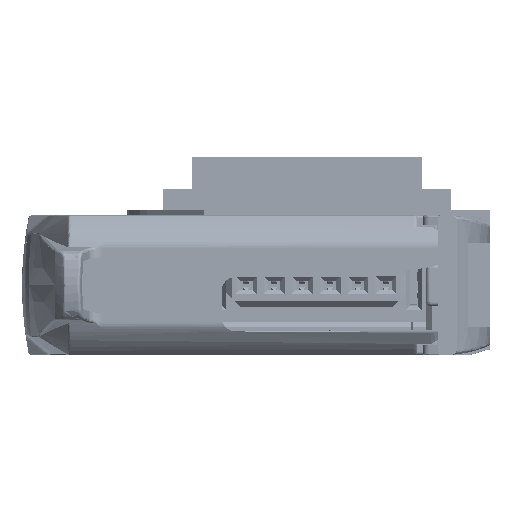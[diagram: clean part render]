
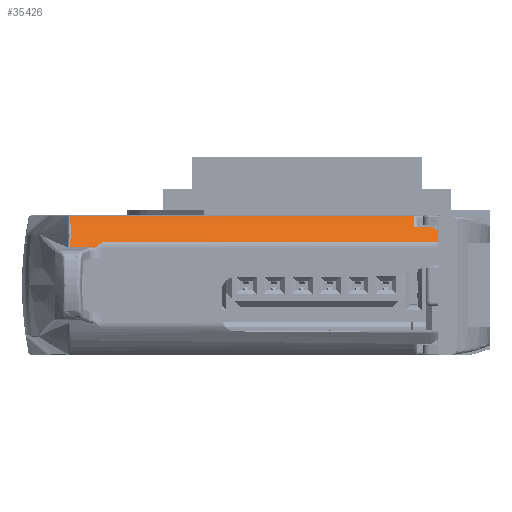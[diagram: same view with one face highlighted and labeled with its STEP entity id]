
A CAD part, left-side view. The second image highlights one B-rep face of the part: STEP entity #35426.
In plain terms, the highlighted cylindrical face has radius 6 mm (diameter 12 mm), a partial arc.
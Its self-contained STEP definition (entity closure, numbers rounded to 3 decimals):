
#35286=AXIS2_PLACEMENT_3D('Cylinder Axis2P3D',#35283,#35284,#35285) ;
#35283=CARTESIAN_POINT('Axis2P3D Location',(-44.312,0.817,0.35)) ;
#35289=CARTESIAN_POINT('Control Point',(-48.161,-10.743,4.953)) ;
#35290=CARTESIAN_POINT('Control Point',(-48.159,13.89,4.953)) ;
#35291=CARTESIAN_POINT('Vertex',(-48.161,-10.743,4.953)) ;
#35293=CARTESIAN_POINT('Vertex',(-48.159,13.89,4.953)) ;
#35297=CARTESIAN_POINT('Control Point',(-48.159,13.89,4.953)) ;
#35298=CARTESIAN_POINT('Control Point',(-48.527,13.886,4.645)) ;
#35299=CARTESIAN_POINT('Control Point',(-48.85,13.882,4.3)) ;
#35300=CARTESIAN_POINT('Control Point',(-49.123,13.88,3.933)) ;
#35301=CARTESIAN_POINT('Vertex',(-49.123,13.88,3.933)) ;
#35305=CARTESIAN_POINT('Control Point',(-49.123,13.88,3.933)) ;
#35306=CARTESIAN_POINT('Control Point',(-49.174,13.88,3.865)) ;
#35307=CARTESIAN_POINT('Control Point',(-49.243,13.879,3.77)) ;
#35308=CARTESIAN_POINT('Control Point',(-49.325,13.879,3.645)) ;
#35309=CARTESIAN_POINT('Vertex',(-49.325,13.879,3.645)) ;
#35313=CARTESIAN_POINT('Control Point',(-49.325,13.879,3.645)) ;
#35314=CARTESIAN_POINT('Control Point',(-49.404,13.878,3.524)) ;
#35315=CARTESIAN_POINT('Control Point',(-49.465,13.879,3.423)) ;
#35316=CARTESIAN_POINT('Control Point',(-49.509,13.881,3.345)) ;
#35317=CARTESIAN_POINT('Vertex',(-49.509,13.881,3.345)) ;
#35321=CARTESIAN_POINT('Control Point',(-49.509,13.881,3.345)) ;
#35322=CARTESIAN_POINT('Control Point',(-49.627,13.886,3.142)) ;
#35323=CARTESIAN_POINT('Control Point',(-49.731,13.899,2.933)) ;
#35324=CARTESIAN_POINT('Control Point',(-49.823,13.92,2.718)) ;
#35325=CARTESIAN_POINT('Vertex',(-49.823,13.92,2.718)) ;
#35329=CARTESIAN_POINT('Control Point',(-49.823,13.92,2.718)) ;
#35330=CARTESIAN_POINT('Control Point',(-49.824,12.355,2.718)) ;
#35331=CARTESIAN_POINT('Vertex',(-49.824,12.355,2.718)) ;
#35335=CARTESIAN_POINT('Control Point',(-49.824,12.355,2.718)) ;
#35336=CARTESIAN_POINT('Control Point',(-49.823,12.314,2.719)) ;
#35337=CARTESIAN_POINT('Control Point',(-49.825,12.277,2.714)) ;
#35338=CARTESIAN_POINT('Control Point',(-49.83,12.243,2.704)) ;
#35339=CARTESIAN_POINT('Vertex',(-49.83,12.243,2.704)) ;
#35343=CARTESIAN_POINT('Control Point',(-49.83,12.243,2.704)) ;
#35344=CARTESIAN_POINT('Control Point',(-49.835,12.2,2.692)) ;
#35345=CARTESIAN_POINT('Control Point',(-49.843,12.169,2.674)) ;
#35346=CARTESIAN_POINT('Control Point',(-49.853,12.15,2.65)) ;
#35347=CARTESIAN_POINT('Vertex',(-49.853,12.15,2.65)) ;
#35351=CARTESIAN_POINT('Control Point',(-49.853,12.15,2.65)) ;
#35352=CARTESIAN_POINT('Control Point',(-49.841,12.127,2.677)) ;
#35353=CARTESIAN_POINT('Control Point',(-49.831,12.103,2.702)) ;
#35354=CARTESIAN_POINT('Control Point',(-49.821,12.079,2.725)) ;
#35355=CARTESIAN_POINT('Vertex',(-49.821,12.079,2.725)) ;
#35359=CARTESIAN_POINT('Control Point',(-49.821,12.079,2.725)) ;
#35360=CARTESIAN_POINT('Control Point',(-49.789,12.002,2.799)) ;
#35361=CARTESIAN_POINT('Control Point',(-49.757,11.916,2.868)) ;
#35362=CARTESIAN_POINT('Control Point',(-49.726,11.822,2.933)) ;
#35363=CARTESIAN_POINT('Vertex',(-49.726,11.822,2.933)) ;
#35367=CARTESIAN_POINT('Control Point',(-49.726,11.822,2.933)) ;
#35368=CARTESIAN_POINT('Control Point',(-49.698,11.736,2.992)) ;
#35369=CARTESIAN_POINT('Control Point',(-49.67,11.641,3.05)) ;
#35370=CARTESIAN_POINT('Control Point',(-49.641,11.537,3.105)) ;
#35371=CARTESIAN_POINT('Vertex',(-49.641,11.537,3.105)) ;
#35375=CARTESIAN_POINT('Control Point',(-49.641,11.537,3.105)) ;
#35376=CARTESIAN_POINT('Control Point',(-49.643,-12.443,3.105)) ;
#35377=CARTESIAN_POINT('Vertex',(-49.643,-12.443,3.105)) ;
#35381=CARTESIAN_POINT('Control Point',(-49.643,-12.443,3.105)) ;
#35382=CARTESIAN_POINT('Control Point',(-49.499,-12.443,3.382)) ;
#35383=CARTESIAN_POINT('Control Point',(-49.334,-12.443,3.648)) ;
#35384=CARTESIAN_POINT('Control Point',(-49.15,-12.443,3.9)) ;
#35385=CARTESIAN_POINT('Vertex',(-49.15,-12.443,3.9)) ;
#35389=CARTESIAN_POINT('Control Point',(-49.15,-12.443,3.9)) ;
#35390=CARTESIAN_POINT('Control Point',(-49.073,-12.263,4.004)) ;
#35391=CARTESIAN_POINT('Control Point',(-48.995,-12.09,4.104)) ;
#35392=CARTESIAN_POINT('Control Point',(-48.914,-11.924,4.2)) ;
#35393=CARTESIAN_POINT('Vertex',(-48.914,-11.924,4.2)) ;
#35397=CARTESIAN_POINT('Control Point',(-48.914,-11.924,4.2)) ;
#35398=CARTESIAN_POINT('Control Point',(-48.914,-10.743,4.2)) ;
#35399=CARTESIAN_POINT('Vertex',(-48.914,-10.743,4.2)) ;
#35403=CARTESIAN_POINT('Control Point',(-48.914,-10.743,4.2)) ;
#35404=CARTESIAN_POINT('Control Point',(-48.686,-10.743,4.473)) ;
#35405=CARTESIAN_POINT('Control Point',(-48.434,-10.743,4.725)) ;
#35406=CARTESIAN_POINT('Control Point',(-48.161,-10.743,4.953)) ;
#35284=DIRECTION('Axis2P3D Direction',(0.,-1.,0.)) ;
#35285=DIRECTION('Axis2P3D XDirection',(0.,0.,1.)) ;
#35409=ORIENTED_EDGE('',*,*,#35295,.T.) ;
#35410=ORIENTED_EDGE('',*,*,#35303,.T.) ;
#35411=ORIENTED_EDGE('',*,*,#35311,.T.) ;
#35412=ORIENTED_EDGE('',*,*,#35319,.T.) ;
#35413=ORIENTED_EDGE('',*,*,#35327,.T.) ;
#35414=ORIENTED_EDGE('',*,*,#35333,.T.) ;
#35415=ORIENTED_EDGE('',*,*,#35341,.T.) ;
#35416=ORIENTED_EDGE('',*,*,#35349,.T.) ;
#35417=ORIENTED_EDGE('',*,*,#35357,.T.) ;
#35418=ORIENTED_EDGE('',*,*,#35365,.T.) ;
#35419=ORIENTED_EDGE('',*,*,#35373,.T.) ;
#35420=ORIENTED_EDGE('',*,*,#35379,.T.) ;
#35421=ORIENTED_EDGE('',*,*,#35387,.T.) ;
#35422=ORIENTED_EDGE('',*,*,#35395,.T.) ;
#35423=ORIENTED_EDGE('',*,*,#35401,.T.) ;
#35424=ORIENTED_EDGE('',*,*,#35407,.T.) ;
#35426=ADVANCED_FACE('\X2\FF7BFF70FF8CFF6AFF7D\X0\.342',(#35425),#35287,.T.) ;
#35288=B_SPLINE_CURVE_WITH_KNOTS('',1,(#35289,#35290),.UNSPECIFIED.,.F.,.U.,(2,2),(0.,24.633),.UNSPECIFIED.) ;
#35296=B_SPLINE_CURVE_WITH_KNOTS('',3,(#35297,#35298,#35299,#35300),.UNSPECIFIED.,.F.,.U.,(4,4),(0.,1.533),.UNSPECIFIED.) ;
#35304=B_SPLINE_CURVE_WITH_KNOTS('',3,(#35305,#35306,#35307,#35308),.UNSPECIFIED.,.F.,.U.,(4,4),(1.533,1.818),.UNSPECIFIED.) ;
#35312=B_SPLINE_CURVE_WITH_KNOTS('',3,(#35313,#35314,#35315,#35316),.UNSPECIFIED.,.F.,.U.,(4,4),(1.818,2.094),.UNSPECIFIED.) ;
#35320=B_SPLINE_CURVE_WITH_KNOTS('',3,(#35321,#35322,#35323,#35324),.UNSPECIFIED.,.F.,.U.,(4,4),(2.094,2.814),.UNSPECIFIED.) ;
#35328=B_SPLINE_CURVE_WITH_KNOTS('',1,(#35329,#35330),.UNSPECIFIED.,.F.,.U.,(2,2),(0.,1.566),.UNSPECIFIED.) ;
#35334=B_SPLINE_CURVE_WITH_KNOTS('',3,(#35335,#35336,#35337,#35338),.UNSPECIFIED.,.F.,.U.,(4,4),(0.,0.099),.UNSPECIFIED.) ;
#35342=B_SPLINE_CURVE_WITH_KNOTS('',3,(#35343,#35344,#35345,#35346),.UNSPECIFIED.,.F.,.U.,(4,4),(0.099,0.227),.UNSPECIFIED.) ;
#35350=B_SPLINE_CURVE_WITH_KNOTS('',3,(#35351,#35352,#35353,#35354),.UNSPECIFIED.,.F.,.U.,(4,4),(0.,0.109),.UNSPECIFIED.) ;
#35358=B_SPLINE_CURVE_WITH_KNOTS('',3,(#35359,#35360,#35361,#35362),.UNSPECIFIED.,.F.,.U.,(4,4),(0.,0.362),.UNSPECIFIED.) ;
#35366=B_SPLINE_CURVE_WITH_KNOTS('',3,(#35367,#35368,#35369,#35370),.UNSPECIFIED.,.F.,.U.,(4,4),(0.362,0.689),.UNSPECIFIED.) ;
#35374=B_SPLINE_CURVE_WITH_KNOTS('',1,(#35375,#35376),.UNSPECIFIED.,.F.,.U.,(2,2),(0.,23.98),.UNSPECIFIED.) ;
#35380=B_SPLINE_CURVE_WITH_KNOTS('',3,(#35381,#35382,#35383,#35384),.UNSPECIFIED.,.F.,.U.,(4,4),(0.,0.936),.UNSPECIFIED.) ;
#35388=B_SPLINE_CURVE_WITH_KNOTS('',3,(#35389,#35390,#35391,#35392),.UNSPECIFIED.,.F.,.U.,(4,4),(0.,0.645),.UNSPECIFIED.) ;
#35396=B_SPLINE_CURVE_WITH_KNOTS('',1,(#35397,#35398),.UNSPECIFIED.,.F.,.U.,(2,2),(0.,1.18),.UNSPECIFIED.) ;
#35402=B_SPLINE_CURVE_WITH_KNOTS('',3,(#35403,#35404,#35405,#35406),.UNSPECIFIED.,.F.,.U.,(4,4),(0.,1.067),.UNSPECIFIED.) ;
#35287=CYLINDRICAL_SURFACE('generated cylinder',#35286,6.) ;
#35295=EDGE_CURVE('',#35292,#35294,#35288,.T.) ;
#35303=EDGE_CURVE('',#35294,#35302,#35296,.T.) ;
#35311=EDGE_CURVE('',#35302,#35310,#35304,.T.) ;
#35319=EDGE_CURVE('',#35310,#35318,#35312,.T.) ;
#35327=EDGE_CURVE('',#35318,#35326,#35320,.T.) ;
#35333=EDGE_CURVE('',#35326,#35332,#35328,.T.) ;
#35341=EDGE_CURVE('',#35332,#35340,#35334,.T.) ;
#35349=EDGE_CURVE('',#35340,#35348,#35342,.T.) ;
#35357=EDGE_CURVE('',#35348,#35356,#35350,.T.) ;
#35365=EDGE_CURVE('',#35356,#35364,#35358,.T.) ;
#35373=EDGE_CURVE('',#35364,#35372,#35366,.T.) ;
#35379=EDGE_CURVE('',#35372,#35378,#35374,.T.) ;
#35387=EDGE_CURVE('',#35378,#35386,#35380,.T.) ;
#35395=EDGE_CURVE('',#35386,#35394,#35388,.T.) ;
#35401=EDGE_CURVE('',#35394,#35400,#35396,.T.) ;
#35407=EDGE_CURVE('',#35400,#35292,#35402,.T.) ;
#35408=EDGE_LOOP('',(#35409,#35410,#35411,#35412,#35413,#35414,#35415,#35416,#35417,#35418,#35419,#35420,#35421,#35422,#35423,#35424)) ;
#35425=FACE_OUTER_BOUND('',#35408,.T.) ;
#35292=VERTEX_POINT('',#35291) ;
#35294=VERTEX_POINT('',#35293) ;
#35302=VERTEX_POINT('',#35301) ;
#35310=VERTEX_POINT('',#35309) ;
#35318=VERTEX_POINT('',#35317) ;
#35326=VERTEX_POINT('',#35325) ;
#35332=VERTEX_POINT('',#35331) ;
#35340=VERTEX_POINT('',#35339) ;
#35348=VERTEX_POINT('',#35347) ;
#35356=VERTEX_POINT('',#35355) ;
#35364=VERTEX_POINT('',#35363) ;
#35372=VERTEX_POINT('',#35371) ;
#35378=VERTEX_POINT('',#35377) ;
#35386=VERTEX_POINT('',#35385) ;
#35394=VERTEX_POINT('',#35393) ;
#35400=VERTEX_POINT('',#35399) ;
